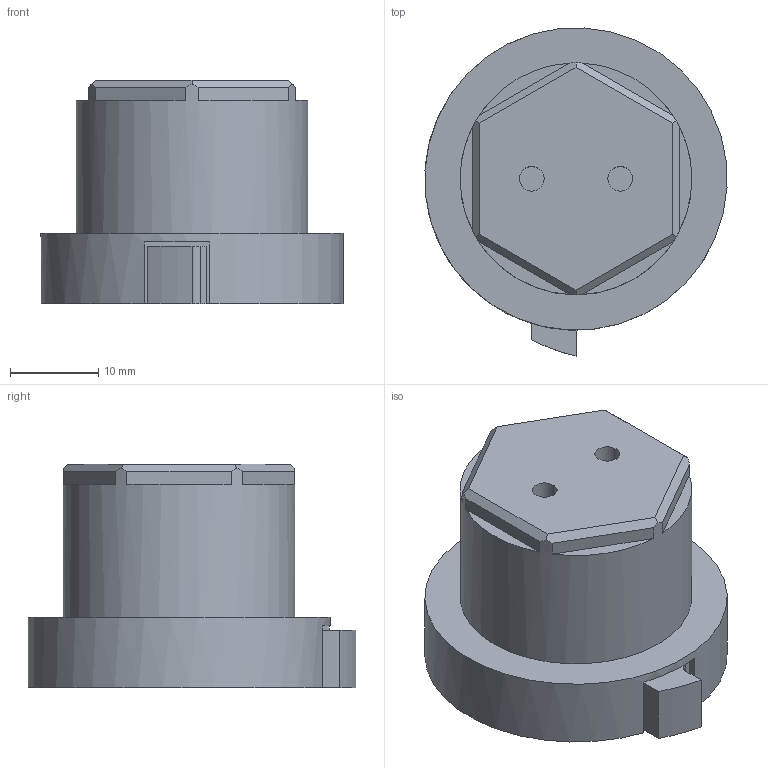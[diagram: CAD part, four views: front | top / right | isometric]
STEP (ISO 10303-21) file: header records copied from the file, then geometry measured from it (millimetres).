
FILE_DESCRIPTION(/* description */ (''),/* implementation_level */ '2;1');
FILE_NAME(/* name */ 'oneway1.stp',/* time_stamp */ '2022-05-02T15:56:02+02:00',/* author */ ('ruben'),/* organization */ (''),/* preprocessor_version */ 'ST-DEVELOPER v18.1',/* originating_system */ 'Autodesk Inventor 2022',/* authorisation */ '');
FILE_SCHEMA (('AUTOMOTIVE_DESIGN { 1 0 10303 214 3 1 1 }'));
Length unit declared in the file: millimetre
Products named in the file (1): Ratsche
Bounding box: 34.14 x 37.07 x 25.3 mm (x, y, z)
Volume: 15464.7 mm3; surface area: 5647.9 mm2
Topology: 2 solids, 2 shells, 49 faces, 116 edges, 77 vertices
Faces by surface type: plane 36, cylinder 11, cone 2
Full cylindrical faces by diameter (mm): 2.8 x4, 5 x2, 26.2 x1, 34.2 x1
Entity records: 1460 total; most frequent: DIRECTION 258, CARTESIAN_POINT 244, ORIENTED_EDGE 230, EDGE_CURVE 115, AXIS2_PLACEMENT_3D 94, VERTEX_POINT 77, LINE 70, VECTOR 70
